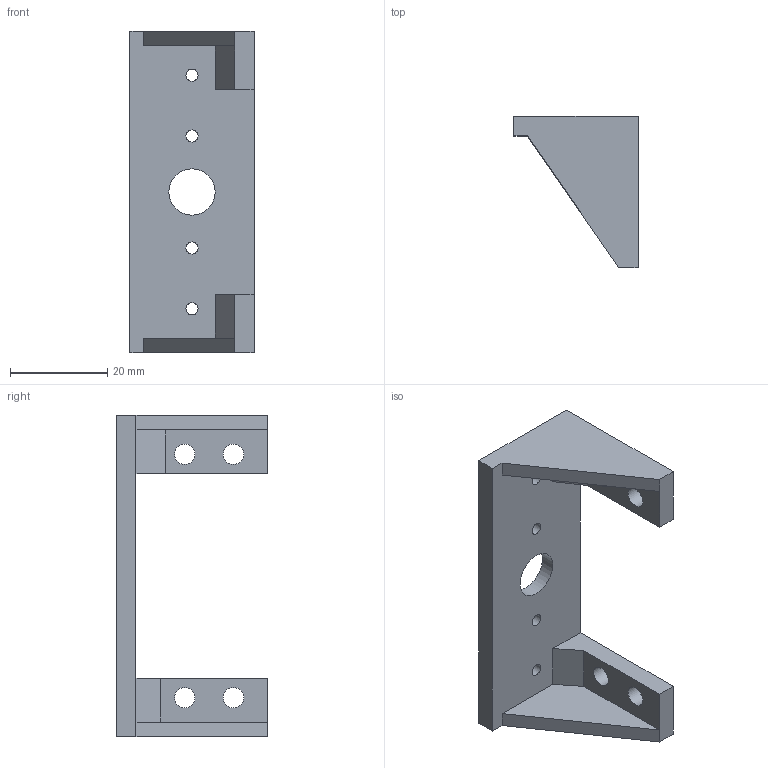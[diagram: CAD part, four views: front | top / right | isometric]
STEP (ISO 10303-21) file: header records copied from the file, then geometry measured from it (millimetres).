
FILE_DESCRIPTION(/* description */ (''),/* implementation_level */ '2;1');
FILE_NAME(/* name */ '',/* time_stamp */ '2025-10-17T17:11:10+03:00',/* author */ ('Виктор'),/* organization */ (''),/* preprocessor_version */ 'ST-DEVELOPER v20.1',/* originating_system */ 'Autodesk Inventor 2026',/* authorisation */ '');
FILE_SCHEMA (('AUTOMOTIVE_DESIGN { 1 0 10303 214 3 1 1 }'));
Length unit declared in the file: millimetre
Products named in the file (1): черт под серву 
камеру глеба 2 
Bounding box: 25.5 x 31 x 66 mm (x, y, z)
Volume: 10298.4 mm3; surface area: 6907 mm2
Topology: 1 solids, 1 shells, 32 faces, 85 edges, 58 vertices
Faces by surface type: plane 23, cylinder 9
Full cylindrical faces by diameter (mm): 2.5 x4, 4.2 x4, 9.5 x1
Entity records: 1083 total; most frequent: CARTESIAN_POINT 176, ORIENTED_EDGE 170, DIRECTION 169, EDGE_CURVE 85, LINE 67, VECTOR 67, VERTEX_POINT 56, EDGE_LOOP 51
